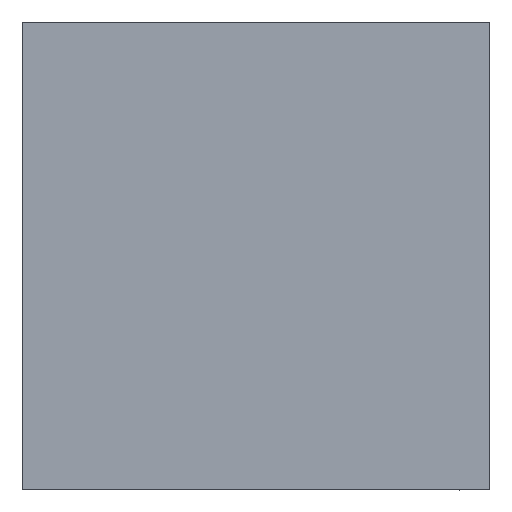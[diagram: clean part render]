
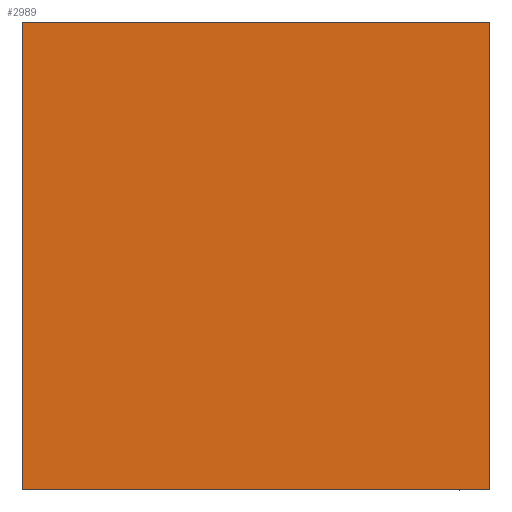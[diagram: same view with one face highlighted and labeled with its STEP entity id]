
A CAD part, left-side view. The second image highlights one B-rep face of the part: STEP entity #2989.
In plain terms, the highlighted planar face has unit normal (-1, 0, 0).
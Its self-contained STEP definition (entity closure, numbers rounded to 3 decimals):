
#518=ORIENTED_EDGE('',*,*,#1147,.F.);
#519=ORIENTED_EDGE('',*,*,#1163,.F.);
#520=ORIENTED_EDGE('',*,*,#1150,.F.);
#521=ORIENTED_EDGE('',*,*,#1162,.F.);
#1147=EDGE_CURVE('',#1515,#1516,#1851,.T.);
#1150=EDGE_CURVE('',#1518,#1519,#1854,.T.);
#1162=EDGE_CURVE('',#1516,#1518,#1866,.T.);
#1163=EDGE_CURVE('',#1519,#1515,#1867,.T.);
#1515=VERTEX_POINT('',#5060);
#1516=VERTEX_POINT('',#5062);
#1518=VERTEX_POINT('',#5068);
#1519=VERTEX_POINT('',#5069);
#1851=LINE('',#5061,#2251);
#1854=LINE('',#5067,#2254);
#1866=LINE('',#5086,#2266);
#1867=LINE('',#5088,#2267);
#2251=VECTOR('',#4223,1000.);
#2254=VECTOR('',#4228,1000.);
#2266=VECTOR('',#4246,1000.);
#2267=VECTOR('',#4249,1000.);
#2537=EDGE_LOOP('',(#518,#519,#520,#521));
#2695=FACE_BOUND('',#2537,.T.);
#2842=PLANE('',#3765);
#2989=ADVANCED_FACE('',(#2695),#2842,.F.);
#3765=AXIS2_PLACEMENT_3D('',#5089,#4250,#4251);
#4223=DIRECTION('',(0.,0.,1.));
#4228=DIRECTION('',(0.,0.,-1.));
#4246=DIRECTION('',(0.,-1.,0.));
#4249=DIRECTION('',(0.,1.,0.));
#4250=DIRECTION('',(1.,0.,0.));
#4251=DIRECTION('',(0.,1.,0.));
#5060=CARTESIAN_POINT('',(0.,0.5,-0.5));
#5061=CARTESIAN_POINT('',(0.,0.5,-0.5));
#5062=CARTESIAN_POINT('',(0.,0.5,0.5));
#5067=CARTESIAN_POINT('',(0.,-0.5,0.5));
#5068=CARTESIAN_POINT('',(0.,-0.5,0.5));
#5069=CARTESIAN_POINT('',(0.,-0.5,-0.5));
#5086=CARTESIAN_POINT('',(0.,0.5,0.5));
#5088=CARTESIAN_POINT('',(0.,-0.5,-0.5));
#5089=CARTESIAN_POINT('',(0.,0.,0.));
